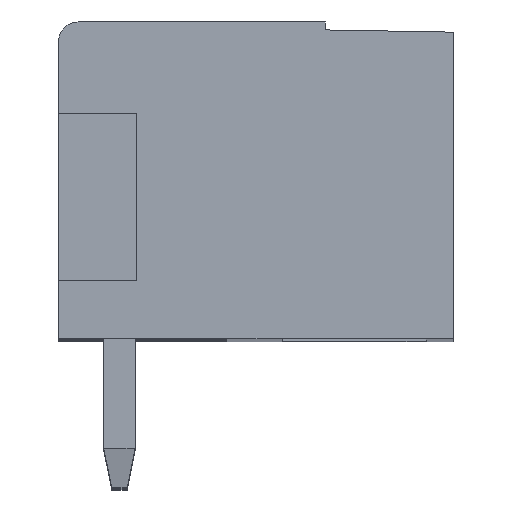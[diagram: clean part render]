
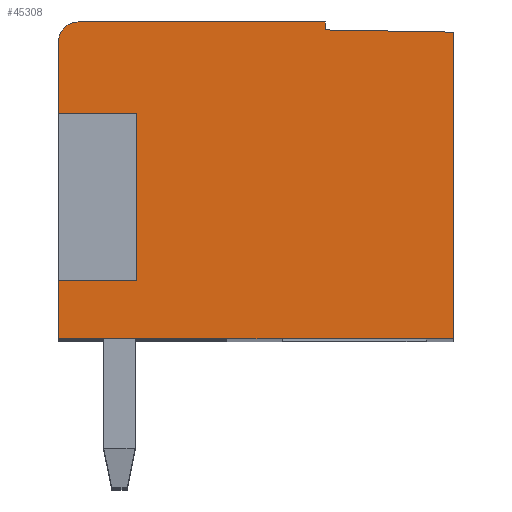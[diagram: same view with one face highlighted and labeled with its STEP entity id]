
A CAD part, top view. The second image highlights one B-rep face of the part: STEP entity #45308.
In plain terms, the highlighted planar face has unit normal (0, 0, 1).
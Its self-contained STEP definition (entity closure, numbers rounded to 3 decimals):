
#405=DIRECTION('',(-1.,0.,0.));
#406=VECTOR('',#405,6.326);
#407=CARTESIAN_POINT('',(-13.889,8.199,168.212));
#408=LINE('',#407,#406);
#16266=DIRECTION('',(0.,-1.,0.));
#16267=VECTOR('',#16266,7.84);
#16268=CARTESIAN_POINT('',(-10.615,7.94,
168.212));
#16269=LINE('',#16268,#16267);
#16270=DIRECTION('',(-1.,0.,0.));
#16271=VECTOR('',#16270,10.1);
#16272=CARTESIAN_POINT('',(-10.615,0.099,
168.212));
#16273=LINE('',#16272,#16271);
#16274=DIRECTION('',(0.,1.,0.));
#16275=VECTOR('',#16274,1.5);
#16276=CARTESIAN_POINT('',(-20.715,0.099,
168.212));
#16277=LINE('',#16276,#16275);
#16278=DIRECTION('',(1.,0.,0.));
#16279=VECTOR('',#16278,2.);
#16280=CARTESIAN_POINT('',(-20.715,1.599,
168.212));
#16281=LINE('',#16280,#16279);
#16282=DIRECTION('',(0.,1.,0.));
#16283=VECTOR('',#16282,1.85);
#16284=CARTESIAN_POINT('',(-20.715,5.849,
168.212));
#16285=LINE('',#16284,#16283);
#16286=CARTESIAN_POINT('',(-20.215,7.699,
168.212));
#16287=DIRECTION('',(0.,0.,-1.));
#16288=DIRECTION('',(-1.,0.,0.));
#16289=AXIS2_PLACEMENT_3D('',#16286,#16287,#16288);
#16291=DIRECTION('',(0.,-1.,0.));
#16292=VECTOR('',#16291,0.202);
#16293=CARTESIAN_POINT('',(-13.889,8.199,
168.212));
#16294=LINE('',#16293,#16292);
#16295=DIRECTION('',(1.,-0.017,0.));
#16296=VECTOR('',#16295,3.274);
#16297=CARTESIAN_POINT('',(-13.889,7.997,
168.212));
#16298=LINE('',#16297,#16296);
#16327=DIRECTION('',(1.,0.,0.));
#16328=VECTOR('',#16327,2.);
#16329=CARTESIAN_POINT('',(-20.715,5.849,
168.212));
#16330=LINE('',#16329,#16328);
#16335=DIRECTION('',(0.,-1.,0.));
#16336=VECTOR('',#16335,4.25);
#16337=CARTESIAN_POINT('',(-18.715,5.849,
168.212));
#16338=LINE('',#16337,#16336);
#16339=CARTESIAN_POINT('',(-10.615,7.94,
168.212));
#16340=CARTESIAN_POINT('',(-10.615,0.099,
168.212));
#16341=VERTEX_POINT('',#16339);
#16342=VERTEX_POINT('',#16340);
#16575=CARTESIAN_POINT('',(-20.715,5.849,
168.212));
#16576=CARTESIAN_POINT('',(-20.715,7.699,
168.212));
#16577=VERTEX_POINT('',#16575);
#16578=VERTEX_POINT('',#16576);
#16583=CARTESIAN_POINT('',(-20.715,1.599,
168.212));
#16584=VERTEX_POINT('',#16583);
#16585=CARTESIAN_POINT('',(-20.715,0.099,
168.212));
#16586=VERTEX_POINT('',#16585);
#16615=CARTESIAN_POINT('',(-20.215,8.199,
168.212));
#16616=VERTEX_POINT('',#16615);
#16617=CARTESIAN_POINT('',(-13.889,8.199,
168.212));
#16618=VERTEX_POINT('',#16617);
#16619=CARTESIAN_POINT('',(-13.889,7.997,
168.212));
#16620=VERTEX_POINT('',#16619);
#16621=CARTESIAN_POINT('',(-18.715,1.599,
168.212));
#16622=VERTEX_POINT('',#16621);
#16623=CARTESIAN_POINT('',(-18.715,5.849,
168.212));
#16624=VERTEX_POINT('',#16623);
#45287=CARTESIAN_POINT('',(-10.615,0.099,
168.212));
#45288=DIRECTION('',(0.,0.,-1.));
#45289=DIRECTION('',(0.,1.,0.));
#45290=AXIS2_PLACEMENT_3D('',#45287,#45288,#45289);
#45291=PLANE('',#45290);
#45292=ORIENTED_EDGE('',*,*,#21377,.T.);
#45293=ORIENTED_EDGE('',*,*,#23354,.T.);
#45294=ORIENTED_EDGE('',*,*,#21822,.T.);
#45296=ORIENTED_EDGE('',*,*,#45295,.T.);
#45298=ORIENTED_EDGE('',*,*,#45297,.F.);
#45300=ORIENTED_EDGE('',*,*,#45299,.F.);
#45301=ORIENTED_EDGE('',*,*,#21814,.T.);
#45302=ORIENTED_EDGE('',*,*,#21779,.T.);
#45303=ORIENTED_EDGE('',*,*,#21764,.F.);
#45304=ORIENTED_EDGE('',*,*,#21749,.T.);
#45305=ORIENTED_EDGE('',*,*,#21734,.T.);
#45306=EDGE_LOOP('',(#45292,#45293,#45294,#45296,#45298,#45300,#45301,#45302,
#45303,#45304,#45305));
#45307=FACE_OUTER_BOUND('',#45306,.F.);
#16290=CIRCLE('',#16289,0.5);
#21377=EDGE_CURVE('',#16341,#16342,#16269,.T.);
#21734=EDGE_CURVE('',#16620,#16341,#16298,.T.);
#21749=EDGE_CURVE('',#16618,#16620,#16294,.T.);
#21764=EDGE_CURVE('',#16618,#16616,#408,.T.);
#21779=EDGE_CURVE('',#16578,#16616,#16290,.T.);
#21814=EDGE_CURVE('',#16577,#16578,#16285,.T.);
#21822=EDGE_CURVE('',#16586,#16584,#16277,.T.);
#23354=EDGE_CURVE('',#16342,#16586,#16273,.T.);
#45295=EDGE_CURVE('',#16584,#16622,#16281,.T.);
#45297=EDGE_CURVE('',#16624,#16622,#16338,.T.);
#45299=EDGE_CURVE('',#16577,#16624,#16330,.T.);
#45308=ADVANCED_FACE('',(#45307),#45291,.F.);
